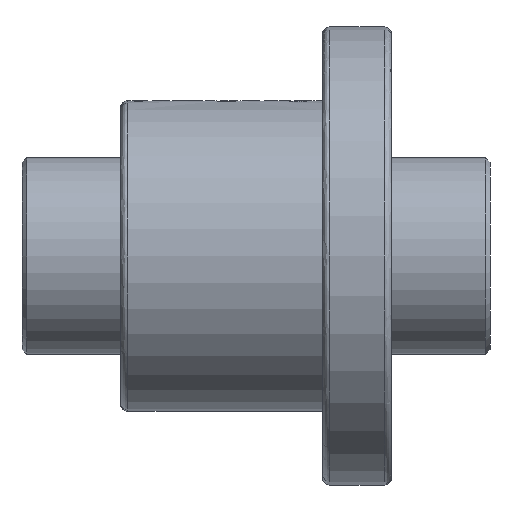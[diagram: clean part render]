
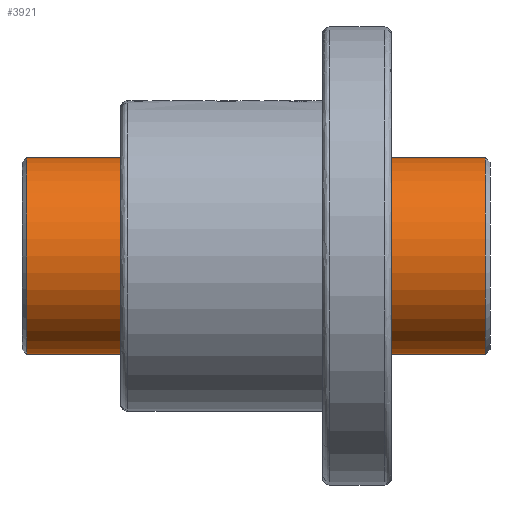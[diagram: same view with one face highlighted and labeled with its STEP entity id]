
A CAD part, front view. The second image highlights one B-rep face of the part: STEP entity #3921.
In plain terms, the highlighted cylindrical face has radius 20 mm (diameter 40 mm), a partial arc.
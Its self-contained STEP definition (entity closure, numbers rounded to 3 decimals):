
#51 = CARTESIAN_POINT ( 'NONE',  ( -1., 0., 0. ) ) ;
#84 = VERTEX_POINT ( 'NONE', #24239 ) ;
#1760 = AXIS2_PLACEMENT_3D ( 'NONE', #51, #3539, #20811 ) ;
#2146 = CARTESIAN_POINT ( 'NONE',  ( -94., 0., 20. ) ) ;
#2234 = ORIENTED_EDGE ( 'NONE', *, *, #13253, .T. ) ;
#3539 = DIRECTION ( 'NONE',  ( -1., 0., 0. ) ) ;
#3593 = CYLINDRICAL_SURFACE ( 'NONE', #14778, 20. ) ;
#3921 = ADVANCED_FACE ( 'NONE', ( #8594 ), #3593, .T. ) ;
#3998 = CIRCLE ( 'NONE', #12904, 20. ) ;
#4160 = ORIENTED_EDGE ( 'NONE', *, *, #12030, .T. ) ;
#4926 = VERTEX_POINT ( 'NONE', #9042 ) ;
#6736 = VECTOR ( 'NONE', #23508, 1000. ) ;
#7312 = VERTEX_POINT ( 'NONE', #10694 ) ;
#8594 = FACE_OUTER_BOUND ( 'NONE', #14404, .T. ) ;
#9042 = CARTESIAN_POINT ( 'NONE',  ( -1., 0., -20. ) ) ;
#10110 = DIRECTION ( 'NONE',  ( 0., 0., -1. ) ) ;
#10193 = CARTESIAN_POINT ( 'NONE',  ( -95., 0., 0. ) ) ;
#10616 = CARTESIAN_POINT ( 'NONE',  ( -94., 0., 0. ) ) ;
#10694 = CARTESIAN_POINT ( 'NONE',  ( -94., 0., -20. ) ) ;
#10699 = DIRECTION ( 'NONE',  ( 0., 0., -1. ) ) ;
#10765 = EDGE_CURVE ( 'NONE', #20061, #84, #22038, .T. ) ;
#11850 = DIRECTION ( 'NONE',  ( 1., 0., 0. ) ) ;
#11887 = CARTESIAN_POINT ( 'NONE',  ( -95., 0., -20. ) ) ;
#12030 = EDGE_CURVE ( 'NONE', #20061, #7312, #3998, .T. ) ;
#12434 = CARTESIAN_POINT ( 'NONE',  ( -95., 0., 20. ) ) ;
#12904 = AXIS2_PLACEMENT_3D ( 'NONE', #10616, #19942, #10699 ) ;
#13253 = EDGE_CURVE ( 'NONE', #7312, #4926, #22226, .T. ) ;
#14362 = EDGE_CURVE ( 'NONE', #4926, #84, #19227, .T. ) ;
#14404 = EDGE_LOOP ( 'NONE', ( #17212, #4160, #2234, #16067 ) ) ;
#14778 = AXIS2_PLACEMENT_3D ( 'NONE', #10193, #11850, #10110 ) ;
#16067 = ORIENTED_EDGE ( 'NONE', *, *, #14362, .T. ) ;
#17212 = ORIENTED_EDGE ( 'NONE', *, *, #10765, .F. ) ;
#19227 = CIRCLE ( 'NONE', #1760, 20. ) ;
#19308 = DIRECTION ( 'NONE',  ( 1., 0., 0. ) ) ;
#19942 = DIRECTION ( 'NONE',  ( 1., 0., 0. ) ) ;
#20061 = VERTEX_POINT ( 'NONE', #2146 ) ;
#20811 = DIRECTION ( 'NONE',  ( 0., 0., -1. ) ) ;
#22038 = LINE ( 'NONE', #12434, #6736 ) ;
#22226 = LINE ( 'NONE', #11887, #22823 ) ;
#22823 = VECTOR ( 'NONE', #19308, 1000. ) ;
#23508 = DIRECTION ( 'NONE',  ( 1., 0., 0. ) ) ;
#24239 = CARTESIAN_POINT ( 'NONE',  ( -1., 0., 20. ) ) ;
